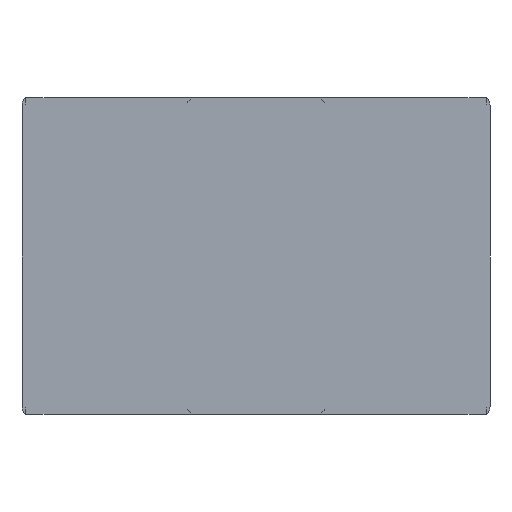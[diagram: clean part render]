
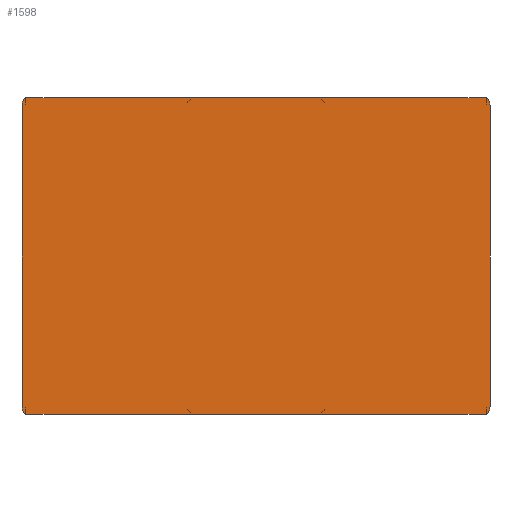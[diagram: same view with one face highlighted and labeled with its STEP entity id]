
A CAD part, front view. The second image highlights one B-rep face of the part: STEP entity #1598.
In plain terms, the highlighted planar face has unit normal (0, -1, 0).
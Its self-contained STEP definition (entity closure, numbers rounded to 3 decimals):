
#73=B_SPLINE_CURVE_WITH_KNOTS('',3,(#2964,#2965,#2966,#2967,#2968,#2969,
#2970,#2971,#2972,#2973,#2974,#2975),.UNSPECIFIED.,.F.,.F.,(4,2,2,2,2,4),
(0.47,0.477,0.485,0.506,
0.539,0.586),.UNSPECIFIED.);
#74=B_SPLINE_CURVE_WITH_KNOTS('',3,(#2979,#2980,#2981,#2982,#2983,#2984,
#2985,#2986,#2987,#2988,#2989,#2990),.UNSPECIFIED.,.F.,.F.,(4,2,2,2,2,4),
(0.354,0.401,0.434,0.456,
0.463,0.47),.UNSPECIFIED.);
#75=B_SPLINE_CURVE_WITH_KNOTS('',3,(#2997,#2998,#2999,#3000,#3001,#3002,
#3003,#3004,#3005,#3006,#3007,#3008),.UNSPECIFIED.,.F.,.F.,(4,2,2,2,2,4),
(0.354,0.401,0.434,0.456,
0.463,0.47),.UNSPECIFIED.);
#76=B_SPLINE_CURVE_WITH_KNOTS('',3,(#3012,#3013,#3014,#3015,#3016,#3017,
#3018,#3019,#3020,#3021,#3022,#3023),.UNSPECIFIED.,.F.,.F.,(4,2,2,2,2,4),
(0.47,0.477,0.485,0.506,
0.539,0.586),.UNSPECIFIED.);
#102=PLANE('',#1777);
#164=FACE_OUTER_BOUND('',#260,.T.);
#260=EDGE_LOOP('',(#1333,#1334,#1335,#1336,#1337,#1338,#1339,#1340,#1341,
#1342,#1343,#1344));
#389=LINE('',#2993,#501);
#390=LINE('',#3026,#502);
#391=LINE('',#3027,#503);
#392=LINE('',#3028,#504);
#393=LINE('',#3029,#505);
#394=LINE('',#3030,#506);
#395=LINE('',#3031,#507);
#396=LINE('',#3032,#508);
#501=VECTOR('',#2162,10.);
#502=VECTOR('',#2171,10.);
#503=VECTOR('',#2172,10.);
#504=VECTOR('',#2173,10.);
#505=VECTOR('',#2174,10.);
#506=VECTOR('',#2175,10.);
#507=VECTOR('',#2176,10.);
#508=VECTOR('',#2177,10.);
#714=VERTEX_POINT('',#2704);
#720=VERTEX_POINT('',#2767);
#733=VERTEX_POINT('',#2847);
#739=VERTEX_POINT('',#2911);
#751=VERTEX_POINT('',#2962);
#752=VERTEX_POINT('',#2963);
#753=VERTEX_POINT('',#2976);
#754=VERTEX_POINT('',#2978);
#755=VERTEX_POINT('',#2995);
#756=VERTEX_POINT('',#2996);
#757=VERTEX_POINT('',#3009);
#758=VERTEX_POINT('',#3011);
#957=EDGE_CURVE('',#751,#752,#73,.T.);
#959=EDGE_CURVE('',#753,#754,#74,.T.);
#961=EDGE_CURVE('',#752,#753,#389,.T.);
#962=EDGE_CURVE('',#755,#756,#75,.T.);
#964=EDGE_CURVE('',#757,#758,#76,.T.);
#966=EDGE_CURVE('',#720,#751,#390,.T.);
#967=EDGE_CURVE('',#733,#720,#391,.T.);
#968=EDGE_CURVE('',#756,#733,#392,.T.);
#969=EDGE_CURVE('',#755,#758,#393,.T.);
#970=EDGE_CURVE('',#739,#757,#394,.T.);
#971=EDGE_CURVE('',#739,#714,#395,.T.);
#972=EDGE_CURVE('',#714,#754,#396,.T.);
#1333=ORIENTED_EDGE('',*,*,#959,.F.);
#1334=ORIENTED_EDGE('',*,*,#961,.F.);
#1335=ORIENTED_EDGE('',*,*,#957,.F.);
#1336=ORIENTED_EDGE('',*,*,#966,.F.);
#1337=ORIENTED_EDGE('',*,*,#967,.F.);
#1338=ORIENTED_EDGE('',*,*,#968,.F.);
#1339=ORIENTED_EDGE('',*,*,#962,.F.);
#1340=ORIENTED_EDGE('',*,*,#969,.T.);
#1341=ORIENTED_EDGE('',*,*,#964,.F.);
#1342=ORIENTED_EDGE('',*,*,#970,.F.);
#1343=ORIENTED_EDGE('',*,*,#971,.T.);
#1344=ORIENTED_EDGE('',*,*,#972,.T.);
#1598=ADVANCED_FACE('',(#164),#102,.T.);
#1777=AXIS2_PLACEMENT_3D('',#3025,#2169,#2170);
#2162=DIRECTION('',(0.,0.,-1.));
#2169=DIRECTION('center_axis',(0.,-1.,0.));
#2170=DIRECTION('ref_axis',(0.,0.,-1.));
#2171=DIRECTION('',(1.,0.,0.));
#2172=DIRECTION('',(1.,0.,0.));
#2173=DIRECTION('',(1.,0.,0.));
#2174=DIRECTION('',(0.,0.,-1.));
#2175=DIRECTION('',(-1.,0.,0.));
#2176=DIRECTION('',(1.,0.,0.));
#2177=DIRECTION('',(1.,0.,0.));
#2704=CARTESIAN_POINT('',(14.771,0.,-40.));
#2767=CARTESIAN_POINT('',(14.771,0.,0.));
#2847=CARTESIAN_POINT('',(-1.571,0.,0.));
#2911=CARTESIAN_POINT('',(-1.571,0.,-40.));
#2962=CARTESIAN_POINT('',(35.7,0.,0.));
#2963=CARTESIAN_POINT('',(36.2,0.,-1.02));
#2964=CARTESIAN_POINT('Ctrl Pts',(35.7,0.,0.));
#2965=CARTESIAN_POINT('Ctrl Pts',(35.723,0.,
0.));
#2966=CARTESIAN_POINT('Ctrl Pts',(35.75,0.,
-0.004));
#2967=CARTESIAN_POINT('Ctrl Pts',(35.796,0.,-0.017));
#2968=CARTESIAN_POINT('Ctrl Pts',(35.824,0.,
-0.03));
#2969=CARTESIAN_POINT('Ctrl Pts',(35.907,0.,
-0.081));
#2970=CARTESIAN_POINT('Ctrl Pts',(35.964,0.,
-0.145));
#2971=CARTESIAN_POINT('Ctrl Pts',(36.063,0.,
-0.297));
#2972=CARTESIAN_POINT('Ctrl Pts',(36.111,0.,
-0.42));
#2973=CARTESIAN_POINT('Ctrl Pts',(36.179,0.,
-0.677));
#2974=CARTESIAN_POINT('Ctrl Pts',(36.2,0.,-0.863));
#2975=CARTESIAN_POINT('Ctrl Pts',(36.2,0.,-1.02));
#2976=CARTESIAN_POINT('',(36.2,0.,-38.98));
#2978=CARTESIAN_POINT('',(35.7,0.,-40.));
#2979=CARTESIAN_POINT('Ctrl Pts',(36.2,0.,-38.98));
#2980=CARTESIAN_POINT('Ctrl Pts',(36.2,0.,-39.137));
#2981=CARTESIAN_POINT('Ctrl Pts',(36.179,0.,
-39.323));
#2982=CARTESIAN_POINT('Ctrl Pts',(36.111,0.,
-39.58));
#2983=CARTESIAN_POINT('Ctrl Pts',(36.063,0.,
-39.703));
#2984=CARTESIAN_POINT('Ctrl Pts',(35.964,0.,
-39.855));
#2985=CARTESIAN_POINT('Ctrl Pts',(35.907,0.,
-39.919));
#2986=CARTESIAN_POINT('Ctrl Pts',(35.824,0.,
-39.97));
#2987=CARTESIAN_POINT('Ctrl Pts',(35.796,0.,
-39.983));
#2988=CARTESIAN_POINT('Ctrl Pts',(35.75,0.,
-39.996));
#2989=CARTESIAN_POINT('Ctrl Pts',(35.723,0.,
-40.));
#2990=CARTESIAN_POINT('Ctrl Pts',(35.7,0.,-40.));
#2993=CARTESIAN_POINT('',(36.2,0.,0.));
#2995=CARTESIAN_POINT('',(-23.,0.,-1.02));
#2996=CARTESIAN_POINT('',(-22.5,0.,0.));
#2997=CARTESIAN_POINT('Ctrl Pts',(-23.,0.,-1.02));
#2998=CARTESIAN_POINT('Ctrl Pts',(-23.,0.,-0.863));
#2999=CARTESIAN_POINT('Ctrl Pts',(-22.979,0.,
-0.677));
#3000=CARTESIAN_POINT('Ctrl Pts',(-22.911,0.,
-0.42));
#3001=CARTESIAN_POINT('Ctrl Pts',(-22.863,0.,
-0.297));
#3002=CARTESIAN_POINT('Ctrl Pts',(-22.764,0.,
-0.145));
#3003=CARTESIAN_POINT('Ctrl Pts',(-22.707,0.,
-0.081));
#3004=CARTESIAN_POINT('Ctrl Pts',(-22.624,0.,
-0.03));
#3005=CARTESIAN_POINT('Ctrl Pts',(-22.596,0.,-0.017));
#3006=CARTESIAN_POINT('Ctrl Pts',(-22.55,0.,
-0.004));
#3007=CARTESIAN_POINT('Ctrl Pts',(-22.523,0.,
0.));
#3008=CARTESIAN_POINT('Ctrl Pts',(-22.5,0.,0.));
#3009=CARTESIAN_POINT('',(-22.5,0.,-40.));
#3011=CARTESIAN_POINT('',(-23.,0.,-38.98));
#3012=CARTESIAN_POINT('Ctrl Pts',(-22.5,0.,-40.));
#3013=CARTESIAN_POINT('Ctrl Pts',(-22.523,0.,
-40.));
#3014=CARTESIAN_POINT('Ctrl Pts',(-22.55,0.,
-39.996));
#3015=CARTESIAN_POINT('Ctrl Pts',(-22.596,0.,
-39.983));
#3016=CARTESIAN_POINT('Ctrl Pts',(-22.624,0.,
-39.97));
#3017=CARTESIAN_POINT('Ctrl Pts',(-22.707,0.,
-39.919));
#3018=CARTESIAN_POINT('Ctrl Pts',(-22.764,0.,
-39.855));
#3019=CARTESIAN_POINT('Ctrl Pts',(-22.863,0.,
-39.703));
#3020=CARTESIAN_POINT('Ctrl Pts',(-22.911,0.,
-39.58));
#3021=CARTESIAN_POINT('Ctrl Pts',(-22.979,0.,
-39.323));
#3022=CARTESIAN_POINT('Ctrl Pts',(-23.,0.,-39.137));
#3023=CARTESIAN_POINT('Ctrl Pts',(-23.,0.,-38.98));
#3025=CARTESIAN_POINT('Origin',(0.,0.,0.));
#3026=CARTESIAN_POINT('',(0.,0.,0.));
#3027=CARTESIAN_POINT('',(0.,0.,0.));
#3028=CARTESIAN_POINT('',(0.,0.,0.));
#3029=CARTESIAN_POINT('',(-23.,0.,0.));
#3030=CARTESIAN_POINT('',(0.,0.,-40.));
#3031=CARTESIAN_POINT('',(0.,0.,-40.));
#3032=CARTESIAN_POINT('',(0.,0.,-40.));
